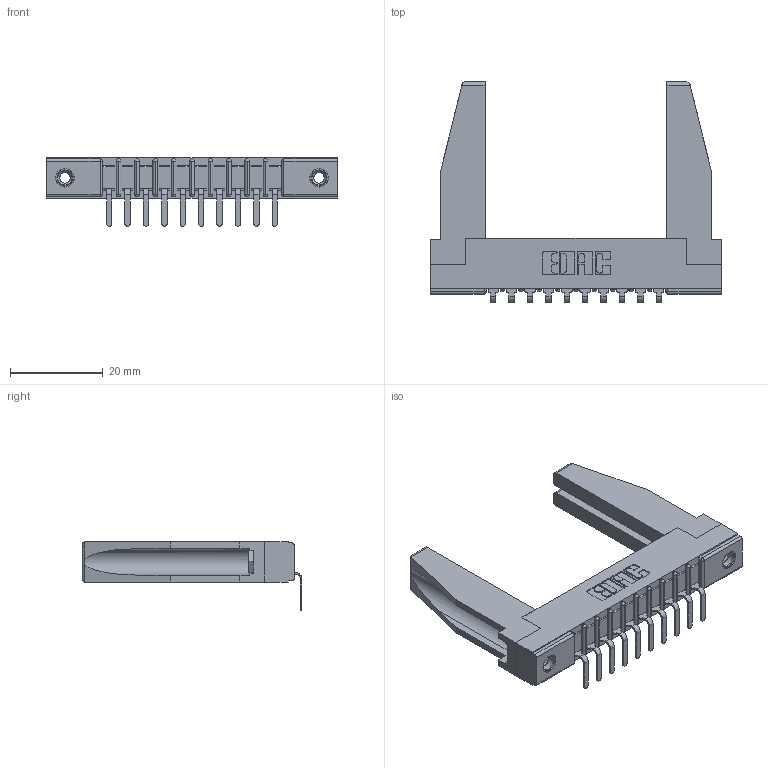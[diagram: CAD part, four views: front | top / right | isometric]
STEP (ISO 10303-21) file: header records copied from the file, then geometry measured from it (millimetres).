
FILE_DESCRIPTION (( 'STEP AP203' ), '1' );
FILE_NAME ('357-010-559-178.STEP', '2022-07-12T23:50:29', ( '' ), ( '' ), 'SwSTEP 2.0', 'SolidWorks 2020', '' );
FILE_SCHEMA (( 'CONFIG_CONTROL_DESIGN' ));
Length unit declared in the file: inch
Products named in the file (5): 307 Part_.156 Dia Mounting Holes; 357-010-559-178; 345-250-001_345-250-001-102; 307-290-001_558 559 - 1 (Single); 307-220-078
Assembly tree (15 placements, depth 2):
  357-010-559-178
    307 Part_.156 Dia Mounting Holes
    307-290-001_558 559 - 1 (Single)  x10
    307-220-078  x2
    345-250-001_345-250-001-102  x2
Bounding box: 62.64 x 47.41 x 14.81 mm (x, y, z)
Volume: 7983.3 mm3; surface area: 9590.5 mm2
Topology: 15 solids, 15 shells, 859 faces, 2393 edges, 1542 vertices
Faces by surface type: plane 544, cylinder 277, sphere 22, cone 12, torus 4
Entity records: 15061 total; most frequent: CARTESIAN_POINT 2526, ORIENTED_EDGE 2468, DIRECTION 2432, EDGE_CURVE 1234, VECTOR 936, LINE 936, VERTEX_POINT 800, AXIS2_PLACEMENT_3D 748
